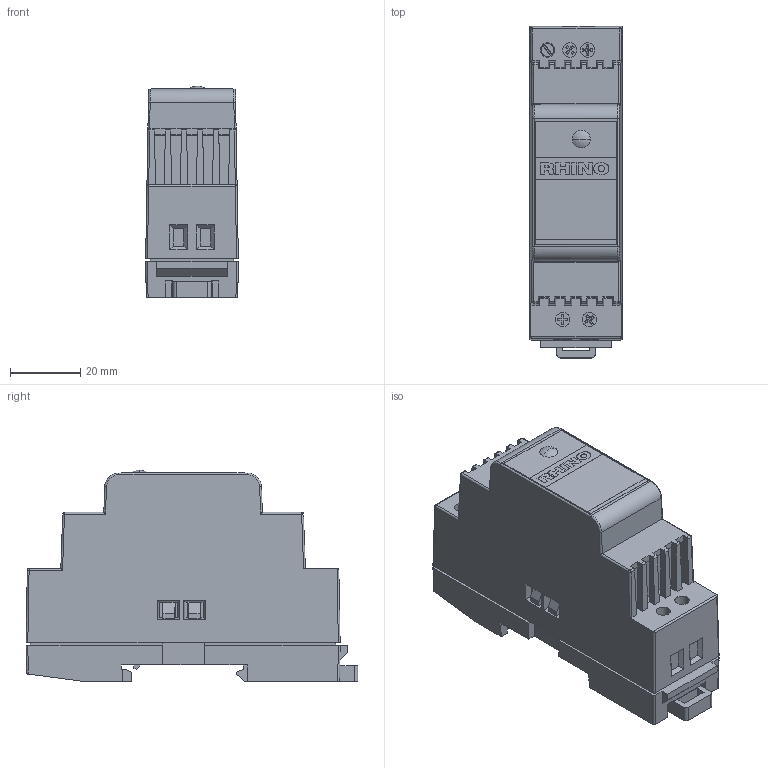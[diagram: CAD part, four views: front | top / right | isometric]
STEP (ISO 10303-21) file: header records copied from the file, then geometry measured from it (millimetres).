
FILE_DESCRIPTION (( 'STEP AP203' ), '1' );
FILE_NAME ('PSC-12-015 SLDPRT.STEP', '2011-10-11T14:25:35', ( '.adc' ), ( '' ), 'SwSTEP 2.0', 'SolidWorks 2011', '' );
FILE_SCHEMA (( 'CONFIG_CONTROL_DESIGN' ));
Length unit declared in the file: inch
Products named in the file (1): PSC-12-015 SLDPRT
Bounding box: 26.39 x 94.46 x 60.25 mm (x, y, z)
Volume: 105734.6 mm3; surface area: 20709.4 mm2
Topology: 1 solids, 1 shells, 441 faces, 1216 edges, 790 vertices
Faces by surface type: plane 351, cylinder 54, bspline 23, sphere 8, cone 5
Entity records: 15208 total; most frequent: CARTESIAN_POINT 4157, ORIENTED_EDGE 2432, DIRECTION 2015, EDGE_CURVE 1216, VECTOR 1047, LINE 1047, VERTEX_POINT 790, AXIS2_PLACEMENT_3D 484
